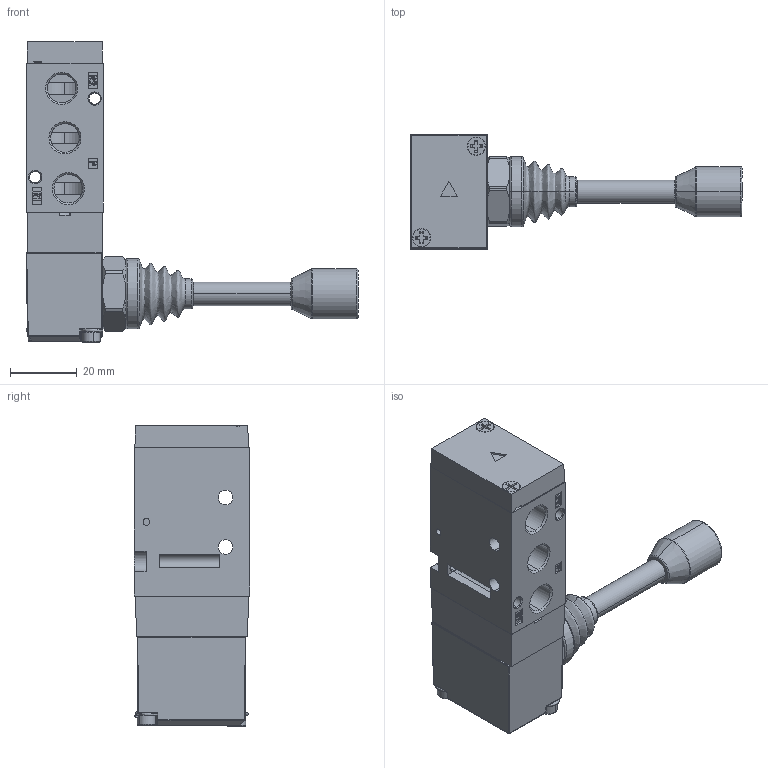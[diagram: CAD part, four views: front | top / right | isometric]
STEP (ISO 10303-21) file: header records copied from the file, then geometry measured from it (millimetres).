
FILE_DESCRIPTION (( 'STEP AP203' ), '1' );
FILE_NAME ('HLV310-S.STEP', '2013-01-31T08:35:38', ( '' ), ( '' ), 'SwSTEP 2.0', 'SolidWorks 2008', '' );
FILE_SCHEMA (( 'CONFIG_CONTROL_DESIGN' ));
Length unit declared in the file: millimetre
Products named in the file (16): SFML310-D ASSY_晦獄 撲薑; lever block_釭餌ル衛橈擠; 堅鼠葭_晦獄 撲薑; pin_晦獄 撲薑; lever_釭餌ル衛橈擠; nut_釭餌ル衛橈擠; bellow_晦獄 撲薑; 堅鼠葭_7x1.7; 腊阿 权 杭飘(M3x40)_畴唱荤; ｽｺﾇﾁｸｵｿﾍｼﾅ_ｱ篌ｻ ｼｳﾁ､; 嬪縑; HLV310-S; Body_ル遽; BodyCover_ル遽; BodyCoverBolt(M3xL10)_ル遽; SemiPilot_ル遽
Assembly tree (18 placements, depth 3):
  HLV310-S
    BodyCover_ル遽
    BodyCoverBolt(M3xL10)_ル遽  x2
    Body_ル遽
    SemiPilot_ル遽
    SFML310-D ASSY_晦獄 撲薑
      ｽｺﾇﾁｸｵｿﾍｼﾅ_ｱ篌ｻ ｼｳﾁ､  x2
      堅鼠葭_晦獄 撲薑
      lever block_釭餌ル衛橈擠
      嬪縑
      腊阿 权 杭飘(M3x40)_畴唱荤  x2
      pin_晦獄 撲薑
      nut_釭餌ル衛橈擠
      lever_釭餌ル衛橈擠
      堅鼠葭_7x1.7
      bellow_晦獄 撲薑
Bounding box: 99.41 x 34.5 x 90 mm (x, y, z)
Volume: 51641.1 mm3; surface area: 37294.1 mm2
Topology: 17 solids, 17 shells, 1296 faces, 3194 edges, 1907 vertices
Faces by surface type: plane 422, cylinder 389, cone 191, torus 143, bspline 129, sphere 22
Entity records: 43448 total; most frequent: CARTESIAN_POINT 13568, DIRECTION 6024, ORIENTED_EDGE 5832, EDGE_CURVE 2916, AXIS2_PLACEMENT_3D 2328, VERTEX_POINT 1790, VECTOR 1368, LINE 1368
